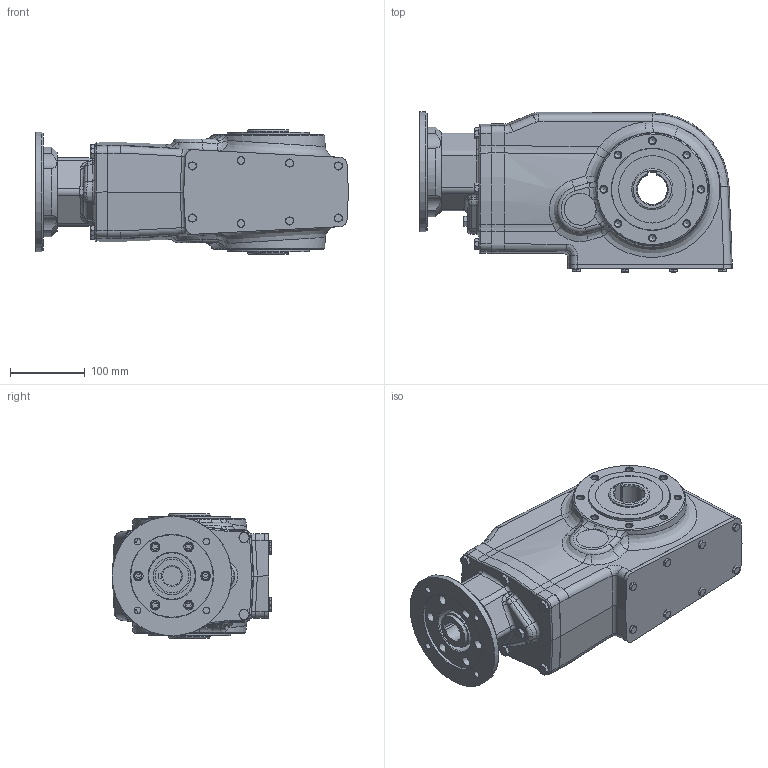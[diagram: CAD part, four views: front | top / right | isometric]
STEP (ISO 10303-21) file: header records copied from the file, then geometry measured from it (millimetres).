
FILE_DESCRIPTION(/* description */ ('Unknown'),/* implementation_level */ '2;1');
FILE_NAME(/* name */ '_P_X73N_I_xxx_-F_FB_N_-U_B3_-F_',/* time_stamp */ '2025-09-24T10:56:30+02:00',/* author */ ('Unknown'),/* organization */ ('Unknown'),/* preprocessor_version */ 'ST-DEVELOPER v18.104',/* originating_system */ 'Solid Edge',/* authorisation */ 'Unknown');
FILE_SCHEMA (('AUTOMOTIVE_DESIGN {1 0 10303 214 3 1 1}'));
Length unit declared in the file: millimetre
Products named in the file (4): _P_X73N_I_xxx_-F_FB_N_-U_B3_-F_; _B_X73N_I_xxx_-F_FB_N_; C505095Z; I854041
Assembly tree (3 placements, depth 2):
  _P_X73N_I_xxx_-F_FB_N_-U_B3_-F_
    _B_X73N_I_xxx_-F_FB_N_
    C505095Z
    I854041
Bounding box: 417.9 x 213.6 x 166 mm (x, y, z)
Volume: 8542029.8 mm3; surface area: 381672.6 mm2
Topology: 3 solids, 11 shells, 840 faces, 1942 edges, 1207 vertices
Faces by surface type: plane 317, cylinder 223, cone 153, bspline 88, torus 59
Full cylindrical faces by diameter (mm): 2.6 x1, 4.917 x12, 6 x14, 7 x14, 8.376 x32, 8.9 x8, 9 x4, 10 x6, 11.6 x6, 13 x6, 16.662 x1, 18 x2, 29 x1, 42.5 x2, 45 x3, 50 x1, 55 x2, 62 x1, 75 x3, 79.78 x1, 79.8 x1, 90 x2, 110 x3, 160 x1
Entity records: 29822 total; most frequent: CARTESIAN_POINT 6840, DIRECTION 3470, ORIENTED_EDGE 3258, EDGE_CURVE 1629, AXIS2_PLACEMENT_3D 1445, FACE_BOUND 1191, EDGE_LOOP 1175, VERTEX_POINT 1132
